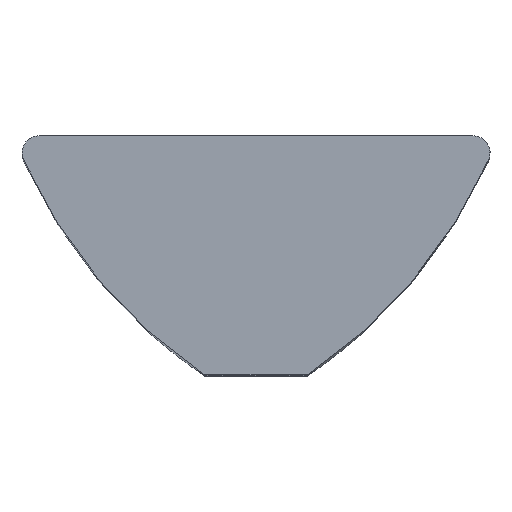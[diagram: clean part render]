
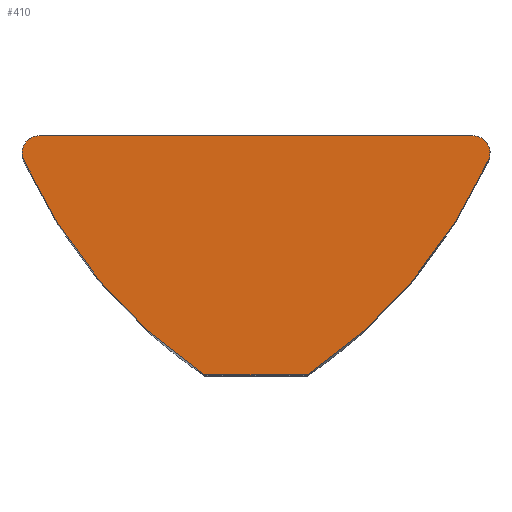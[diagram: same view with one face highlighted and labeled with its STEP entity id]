
A CAD part, top view. The second image highlights one B-rep face of the part: STEP entity #410.
In plain terms, the highlighted planar face has unit normal (0, 0, 1).
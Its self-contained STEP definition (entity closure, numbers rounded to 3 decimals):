
#41 = EDGE_CURVE ( 'NONE', #665, #709, #645, .T. ) ;
#42 = EDGE_CURVE ( 'NONE', #270, #509, #679, .T. ) ;
#51 = CARTESIAN_POINT ( 'NONE',  ( 6.35, -7., 11. ) ) ;
#52 = EDGE_CURVE ( 'NONE', #656, #626, #366, .T. ) ;
#68 = DIRECTION ( 'NONE',  ( -1., 0., 0. ) ) ;
#78 = LINE ( 'NONE', #51, #758 ) ;
#86 = AXIS2_PLACEMENT_3D ( 'NONE', #276, #272, #271 ) ;
#96 = AXIS2_PLACEMENT_3D ( 'NONE', #292, #289, #288 ) ;
#99 = DIRECTION ( 'NONE',  ( -1., 0., 0. ) ) ;
#101 = CARTESIAN_POINT ( 'NONE',  ( 6.35, 0., 11. ) ) ;
#115 = EDGE_CURVE ( 'NONE', #709, #270, #205, .T. ) ;
#123 = AXIS2_PLACEMENT_3D ( 'NONE', #300, #298, #296 ) ;
#124 = CARTESIAN_POINT ( 'NONE',  ( -6.85, -0.5, 11. ) ) ;
#157 = AXIS2_PLACEMENT_3D ( 'NONE', #223, #222, #221 ) ;
#205 = CIRCLE ( 'NONE', #157, 0.5 ) ;
#221 = DIRECTION ( 'NONE',  ( -1., 0., 0. ) ) ;
#222 = DIRECTION ( 'NONE',  ( 0., 0., -1. ) ) ;
#223 = CARTESIAN_POINT ( 'NONE',  ( -6.35, -0.5, 11. ) ) ;
#234 = ORIENTED_EDGE ( 'NONE', *, *, #310, .F. ) ;
#270 = VERTEX_POINT ( 'NONE', #124 ) ;
#271 = DIRECTION ( 'NONE',  ( -1., 0., 0. ) ) ;
#272 = DIRECTION ( 'NONE',  ( 0., 0., -1. ) ) ;
#276 = CARTESIAN_POINT ( 'NONE',  ( -6.876, 5.444, 11. ) ) ;
#285 = EDGE_CURVE ( 'NONE', #637, #509, #361, .T. ) ;
#288 = DIRECTION ( 'NONE',  ( -1., 0., 0. ) ) ;
#289 = DIRECTION ( 'NONE',  ( 0., 0., -1. ) ) ;
#292 = CARTESIAN_POINT ( 'NONE',  ( -6.35, -0.5, 11. ) ) ;
#296 = DIRECTION ( 'NONE',  ( -1., 0., 0. ) ) ;
#298 = DIRECTION ( 'NONE',  ( 0., 0., -1. ) ) ;
#300 = CARTESIAN_POINT ( 'NONE',  ( 6.876, 5.444, 11. ) ) ;
#310 = EDGE_CURVE ( 'NONE', #626, #665, #78, .T. ) ;
#356 = VECTOR ( 'NONE', #99, 1000. ) ;
#361 = LINE ( 'NONE', #101, #356 ) ;
#366 = CIRCLE ( 'NONE', #86, 15. ) ;
#410 = ADVANCED_FACE ( 'NONE', ( #431 ), #668, .F. ) ;
#431 = FACE_OUTER_BOUND ( 'NONE', #502, .T. ) ;
#455 = ORIENTED_EDGE ( 'NONE', *, *, #115, .F. ) ;
#466 = ORIENTED_EDGE ( 'NONE', *, *, #42, .F. ) ;
#495 = CARTESIAN_POINT ( 'NONE',  ( 6.35, 0., 11. ) ) ;
#502 = EDGE_LOOP ( 'NONE', ( #602, #466, #455, #693, #234, #622, #717 ) ) ;
#505 = EDGE_CURVE ( 'NONE', #637, #656, #648, .T. ) ;
#509 = VERTEX_POINT ( 'NONE', #619 ) ;
#523 = CARTESIAN_POINT ( 'NONE',  ( -6.806, -0.705, 11. ) ) ;
#530 = CARTESIAN_POINT ( 'NONE',  ( -1.5, -7., 11. ) ) ;
#555 = CARTESIAN_POINT ( 'NONE',  ( 6.35, -0.5, 11. ) ) ;
#562 = DIRECTION ( 'NONE',  ( -1., 0., 0. ) ) ;
#574 = CARTESIAN_POINT ( 'NONE',  ( 1.5, -7., 11. ) ) ;
#602 = ORIENTED_EDGE ( 'NONE', *, *, #285, .T. ) ;
#619 = CARTESIAN_POINT ( 'NONE',  ( -6.35, 0., 11. ) ) ;
#622 = ORIENTED_EDGE ( 'NONE', *, *, #52, .F. ) ;
#626 = VERTEX_POINT ( 'NONE', #574 ) ;
#627 = AXIS2_PLACEMENT_3D ( 'NONE', #697, #683, #704 ) ;
#637 = VERTEX_POINT ( 'NONE', #495 ) ;
#645 = CIRCLE ( 'NONE', #123, 15. ) ;
#648 = CIRCLE ( 'NONE', #701, 0.5 ) ;
#656 = VERTEX_POINT ( 'NONE', #773 ) ;
#665 = VERTEX_POINT ( 'NONE', #530 ) ;
#668 = PLANE ( 'NONE',  #627 ) ;
#679 = CIRCLE ( 'NONE', #96, 0.5 ) ;
#683 = DIRECTION ( 'NONE',  ( 0., 0., -1. ) ) ;
#693 = ORIENTED_EDGE ( 'NONE', *, *, #41, .F. ) ;
#697 = CARTESIAN_POINT ( 'NONE',  ( 6.35, -0.5, 11. ) ) ;
#701 = AXIS2_PLACEMENT_3D ( 'NONE', #555, #703, #562 ) ;
#703 = DIRECTION ( 'NONE',  ( 0., 0., -1. ) ) ;
#704 = DIRECTION ( 'NONE',  ( -1., 0., 0. ) ) ;
#709 = VERTEX_POINT ( 'NONE', #523 ) ;
#717 = ORIENTED_EDGE ( 'NONE', *, *, #505, .F. ) ;
#758 = VECTOR ( 'NONE', #68, 1000. ) ;
#773 = CARTESIAN_POINT ( 'NONE',  ( 6.806, -0.705, 11. ) ) ;
